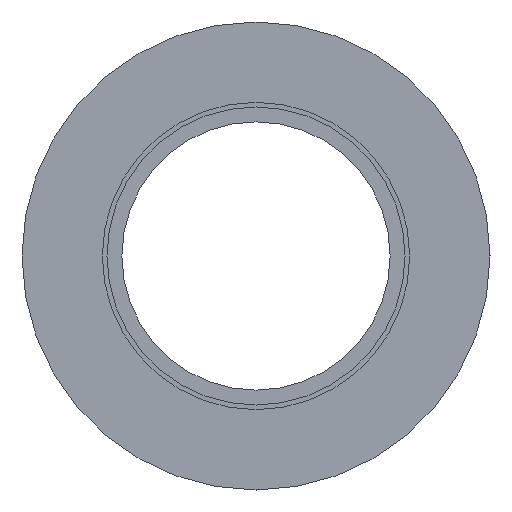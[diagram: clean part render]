
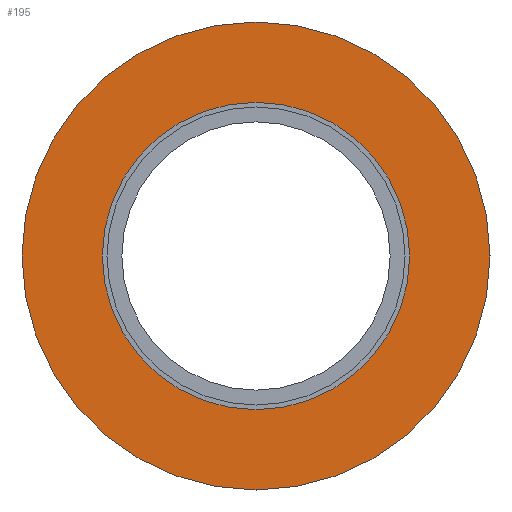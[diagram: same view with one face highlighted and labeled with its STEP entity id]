
A CAD part, front view. The second image highlights one B-rep face of the part: STEP entity #195.
In plain terms, the highlighted planar face has unit normal (0, -1, 0).
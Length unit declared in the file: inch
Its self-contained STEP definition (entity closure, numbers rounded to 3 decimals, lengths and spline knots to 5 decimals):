
#14 = AXIS2_PLACEMENT_3D ( 'NONE', #30, #710, #16 ) ;
#16 = DIRECTION ( 'NONE',  ( 0., 0., 1. ) ) ;
#20 = CARTESIAN_POINT ( 'NONE',  ( 0., -0.47, 0.5155 ) ) ;
#30 = CARTESIAN_POINT ( 'NONE',  ( 0., -0.47, 0. ) ) ;
#39 = ORIENTED_EDGE ( 'NONE', *, *, #442, .F. ) ;
#74 = DIRECTION ( 'NONE',  ( 0., 0., 1. ) ) ;
#75 = EDGE_LOOP ( 'NONE', ( #473, #39 ) ) ;
#128 = CIRCLE ( 'NONE', #14, 0.785 ) ;
#135 = FACE_BOUND ( 'NONE', #262, .T. ) ;
#186 = PLANE ( 'NONE',  #484 ) ;
#192 = FACE_OUTER_BOUND ( 'NONE', #75, .T. ) ;
#195 = ADVANCED_FACE ( 'NONE', ( #192, #135 ), #186, .F. ) ;
#213 = ORIENTED_EDGE ( 'NONE', *, *, #401, .T. ) ;
#218 = VERTEX_POINT ( 'NONE', #529 ) ;
#219 = DIRECTION ( 'NONE',  ( 0., 0., 1. ) ) ;
#224 = AXIS2_PLACEMENT_3D ( 'NONE', #570, #735, #219 ) ;
#262 = EDGE_LOOP ( 'NONE', ( #213, #564 ) ) ;
#265 = AXIS2_PLACEMENT_3D ( 'NONE', #292, #623, #353 ) ;
#267 = VERTEX_POINT ( 'NONE', #20 ) ;
#286 = CIRCLE ( 'NONE', #422, 0.5155 ) ;
#292 = CARTESIAN_POINT ( 'NONE',  ( 0., -0.47, 0. ) ) ;
#294 = VERTEX_POINT ( 'NONE', #425 ) ;
#338 = EDGE_CURVE ( 'NONE', #294, #267, #286, .T. ) ;
#353 = DIRECTION ( 'NONE',  ( 0., 0., 1. ) ) ;
#383 = CARTESIAN_POINT ( 'NONE',  ( 0., -0.47, 0. ) ) ;
#401 = EDGE_CURVE ( 'NONE', #267, #294, #566, .T. ) ;
#422 = AXIS2_PLACEMENT_3D ( 'NONE', #383, #497, #643 ) ;
#425 = CARTESIAN_POINT ( 'NONE',  ( 0., -0.47, -0.5155 ) ) ;
#442 = EDGE_CURVE ( 'NONE', #218, #516, #498, .T. ) ;
#473 = ORIENTED_EDGE ( 'NONE', *, *, #743, .F. ) ;
#484 = AXIS2_PLACEMENT_3D ( 'NONE', #633, #518, #74 ) ;
#497 = DIRECTION ( 'NONE',  ( 0., 1., 0. ) ) ;
#498 = CIRCLE ( 'NONE', #224, 0.785 ) ;
#516 = VERTEX_POINT ( 'NONE', #584 ) ;
#518 = DIRECTION ( 'NONE',  ( 0., 1., 0. ) ) ;
#529 = CARTESIAN_POINT ( 'NONE',  ( 0., -0.47, -0.785 ) ) ;
#564 = ORIENTED_EDGE ( 'NONE', *, *, #338, .T. ) ;
#566 = CIRCLE ( 'NONE', #265, 0.5155 ) ;
#570 = CARTESIAN_POINT ( 'NONE',  ( 0., -0.47, 0. ) ) ;
#584 = CARTESIAN_POINT ( 'NONE',  ( 0., -0.47, 0.785 ) ) ;
#623 = DIRECTION ( 'NONE',  ( 0., 1., 0. ) ) ;
#633 = CARTESIAN_POINT ( 'NONE',  ( 0.785, -0.47, 0. ) ) ;
#643 = DIRECTION ( 'NONE',  ( 0., 0., 1. ) ) ;
#710 = DIRECTION ( 'NONE',  ( 0., 1., 0. ) ) ;
#735 = DIRECTION ( 'NONE',  ( 0., 1., 0. ) ) ;
#743 = EDGE_CURVE ( 'NONE', #516, #218, #128, .T. ) ;
